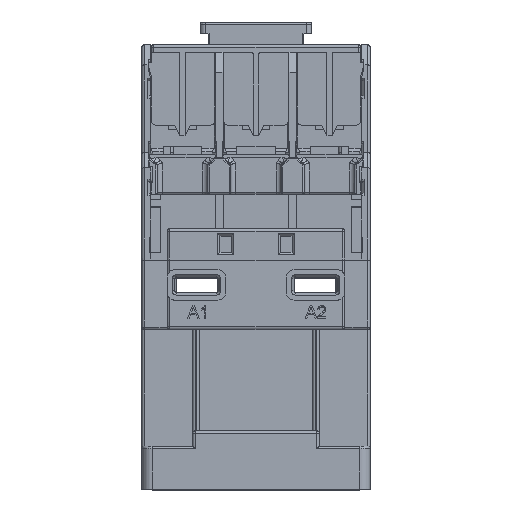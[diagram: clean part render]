
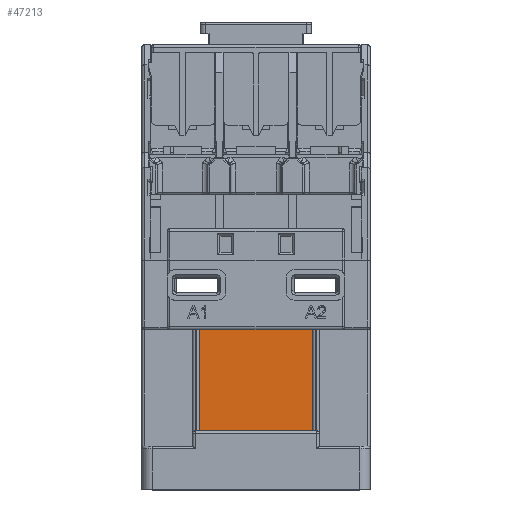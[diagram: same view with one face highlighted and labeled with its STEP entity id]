
A CAD part, top view. The second image highlights one B-rep face of the part: STEP entity #47213.
In plain terms, the highlighted planar face has unit normal (0, 0, 1).
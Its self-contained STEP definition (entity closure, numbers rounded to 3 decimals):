
#5617=DIRECTION('',(-1.,0.,0.));
#5618=VECTOR('',#5617,1.3);
#5619=CARTESIAN_POINT('',(-11.2,-12.2,31.75));
#5620=LINE('',#5619,#5618);
#5633=DIRECTION('',(-1.,0.,0.));
#5634=VECTOR('',#5633,1.3);
#5635=CARTESIAN_POINT('',(12.5,-12.2,31.75));
#5636=LINE('',#5635,#5634);
#6195=DIRECTION('',(-1.,0.,0.));
#6196=VECTOR('',#6195,3.9);
#6197=CARTESIAN_POINT('',(-8.6,-8.7,31.75));
#6198=LINE('',#6197,#6196);
#6223=DIRECTION('',(-1.,0.,0.));
#6224=VECTOR('',#6223,3.9);
#6225=CARTESIAN_POINT('',(12.5,-8.7,31.75));
#6226=LINE('',#6225,#6224);
#6755=DIRECTION('',(0.,1.,0.));
#6756=VECTOR('',#6755,5.);
#6757=CARTESIAN_POINT('',(-8.6,-13.7,31.75));
#6758=LINE('',#6757,#6756);
#6775=DIRECTION('',(0.,-1.,0.));
#6776=VECTOR('',#6775,21.5);
#6777=CARTESIAN_POINT('',(-11.2,-12.2,31.75));
#6778=LINE('',#6777,#6776);
#6807=DIRECTION('',(0.,-1.,0.));
#6808=VECTOR('',#6807,3.5);
#6809=CARTESIAN_POINT('',(12.5,-8.7,31.75));
#6810=LINE('',#6809,#6808);
#6811=DIRECTION('',(0.,-1.,0.));
#6812=VECTOR('',#6811,21.5);
#6813=CARTESIAN_POINT('',(11.2,-12.2,31.75));
#6814=LINE('',#6813,#6812);
#6815=DIRECTION('',(1.,0.,0.));
#6816=VECTOR('',#6815,22.4);
#6817=CARTESIAN_POINT('',(-11.2,-33.7,31.75));
#6818=LINE('',#6817,#6816);
#6819=DIRECTION('',(-1.,0.,0.));
#6820=VECTOR('',#6819,17.2);
#6821=CARTESIAN_POINT('',(8.6,-13.7,31.75));
#6822=LINE('',#6821,#6820);
#25270=DIRECTION('',(0.,-1.,0.));
#25271=VECTOR('',#25270,3.5);
#25272=CARTESIAN_POINT('',(-12.5,-8.7,31.75));
#25273=LINE('',#25272,#25271);
#27425=DIRECTION('',(0.,-1.,0.));
#27426=VECTOR('',#27425,5.);
#27427=CARTESIAN_POINT('',(8.6,-8.7,31.75));
#27428=LINE('',#27427,#27426);
#28436=CARTESIAN_POINT('',(12.5,-12.2,31.75));
#28437=VERTEX_POINT('',#28436);
#28438=CARTESIAN_POINT('',(-12.5,-12.2,31.75));
#28440=VERTEX_POINT('',#28438);
#28462=CARTESIAN_POINT('',(12.5,-8.7,31.75));
#28463=VERTEX_POINT('',#28462);
#28464=CARTESIAN_POINT('',(-12.5,-8.7,31.75));
#28466=VERTEX_POINT('',#28464);
#28494=CARTESIAN_POINT('',(-11.2,-33.7,31.75));
#28495=CARTESIAN_POINT('',(11.2,-33.7,31.75));
#28496=VERTEX_POINT('',#28494);
#28497=VERTEX_POINT('',#28495);
#28538=CARTESIAN_POINT('',(8.6,-13.7,31.75));
#28540=VERTEX_POINT('',#28538);
#28548=CARTESIAN_POINT('',(-8.6,-13.7,31.75));
#28549=VERTEX_POINT('',#28548);
#28986=CARTESIAN_POINT('',(11.2,-12.2,31.75));
#28987=VERTEX_POINT('',#28986);
#28988=CARTESIAN_POINT('',(-11.2,-12.2,31.75));
#28989=VERTEX_POINT('',#28988);
#29338=CARTESIAN_POINT('',(8.6,-8.7,31.75));
#29339=VERTEX_POINT('',#29338);
#29343=CARTESIAN_POINT('',(-8.6,-8.7,31.75));
#29345=VERTEX_POINT('',#29343);
#47190=CARTESIAN_POINT('',(12.5,-8.7,31.75));
#47191=DIRECTION('',(0.,0.,-1.));
#47192=DIRECTION('',(-1.,0.,0.));
#47193=AXIS2_PLACEMENT_3D('',#47190,#47191,#47192);
#47194=PLANE('',#47193);
#47195=ORIENTED_EDGE('',*,*,#46135,.F.);
#47197=ORIENTED_EDGE('',*,*,#47196,.T.);
#47198=ORIENTED_EDGE('',*,*,#45142,.T.);
#47199=ORIENTED_EDGE('',*,*,#44871,.T.);
#47200=ORIENTED_EDGE('',*,*,#44767,.F.);
#47201=ORIENTED_EDGE('',*,*,#47112,.F.);
#47202=ORIENTED_EDGE('',*,*,#45120,.T.);
#47204=ORIENTED_EDGE('',*,*,#47203,.F.);
#47205=ORIENTED_EDGE('',*,*,#46111,.F.);
#47206=ORIENTED_EDGE('',*,*,#47067,.F.);
#47208=ORIENTED_EDGE('',*,*,#47207,.F.);
#47210=ORIENTED_EDGE('',*,*,#47209,.F.);
#47211=EDGE_LOOP('',(#47195,#47197,#47198,#47199,#47200,#47201,#47202,#47204,
#47205,#47206,#47208,#47210));
#47212=FACE_OUTER_BOUND('',#47211,.F.);
#44767=EDGE_CURVE('',#28496,#28497,#6818,.T.);
#44871=EDGE_CURVE('',#28987,#28497,#6814,.T.);
#45120=EDGE_CURVE('',#28989,#28440,#5620,.T.);
#45142=EDGE_CURVE('',#28437,#28987,#5636,.T.);
#46111=EDGE_CURVE('',#29345,#28466,#6198,.T.);
#46135=EDGE_CURVE('',#28463,#29339,#6226,.T.);
#47067=EDGE_CURVE('',#28549,#29345,#6758,.T.);
#47112=EDGE_CURVE('',#28989,#28496,#6778,.T.);
#47196=EDGE_CURVE('',#28463,#28437,#6810,.T.);
#47203=EDGE_CURVE('',#28466,#28440,#25273,.T.);
#47207=EDGE_CURVE('',#28540,#28549,#6822,.T.);
#47209=EDGE_CURVE('',#29339,#28540,#27428,.T.);
#47213=ADVANCED_FACE('',(#47212),#47194,.F.);
